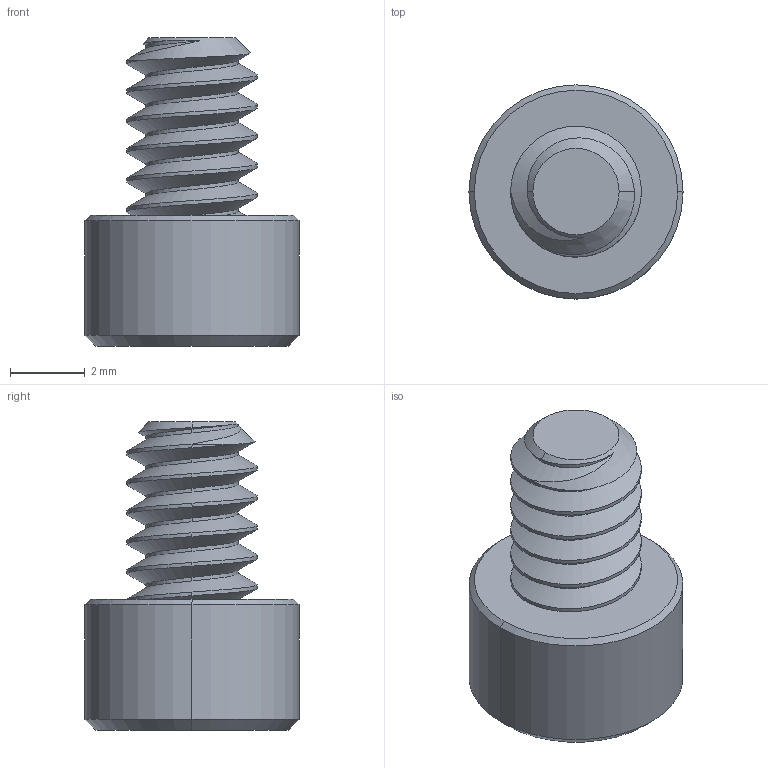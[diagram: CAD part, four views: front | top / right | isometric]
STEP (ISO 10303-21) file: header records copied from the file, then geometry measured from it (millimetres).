
FILE_DESCRIPTION (( 'STEP AP203' ), '1' );
FILE_NAME ('92196A143.step', '2014-02-14T19:11:19', ( '' ), ( '' ), 'SwSTEP 2.0', 'SolidWorks 2010', '' );
FILE_SCHEMA (( 'CONFIG_CONTROL_DESIGN' ));
Length unit declared in the file: inch
Products named in the file (1): 92196A143
Bounding box: 5.74 x 5.74 x 8.27 mm (x, y, z)
Volume: 109 mm3; surface area: 203.4 mm2
Topology: 1 solids, 1 shells, 52 faces, 127 edges, 79 vertices
Faces by surface type: cylinder 27, cone 13, plane 10, bspline 2
Entity records: 2285 total; most frequent: CARTESIAN_POINT 1150, ORIENTED_EDGE 254, DIRECTION 188, EDGE_CURVE 127, VERTEX_POINT 79, AXIS2_PLACEMENT_3D 72, EDGE_LOOP 54, ADVANCED_FACE 52
